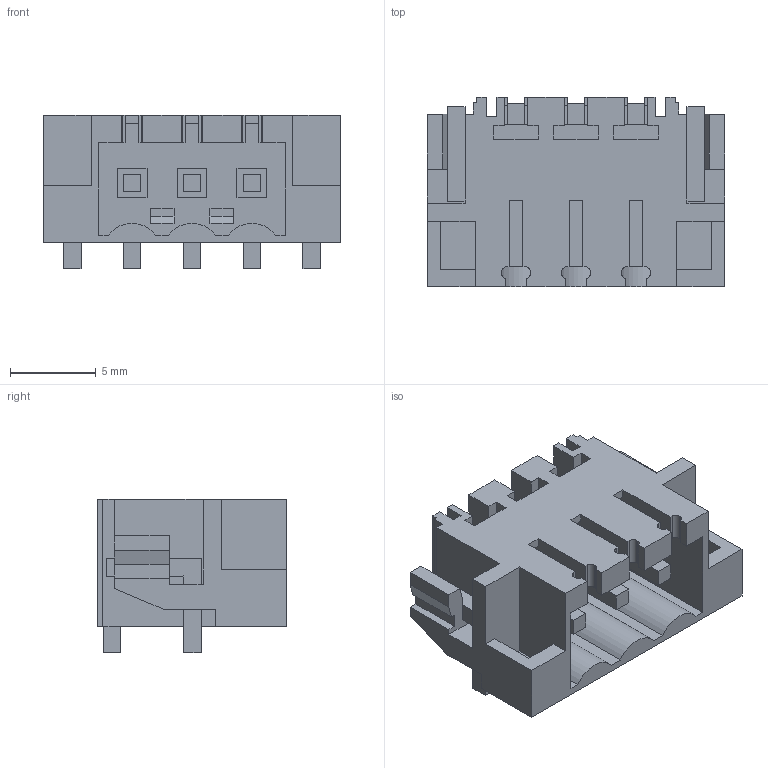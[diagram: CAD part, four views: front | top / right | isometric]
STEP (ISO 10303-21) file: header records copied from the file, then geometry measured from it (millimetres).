
FILE_DESCRIPTION(('CATIA V5 STEP Exchange','CAx-IF Rec.Pracs.--- Model Styling and Organization---1.2---2011-12-15'),'2;1');
FILE_NAME ('D1462274_0_2443310000_2443310000.stp','2018-03-10T07:07:47+00:00',('none'),('Weidmueller'),'CATIA Version 5-6 Release 2014','CATIA V5 STEP AP214','none');
FILE_SCHEMA(('AUTOMOTIVE_DESIGN { 1 0 10303 214 1 1 1 1 }'));
Length unit declared in the file: millimetre
Products named in the file (1): 2443310000
Bounding box: 17.35 x 11.05 x 8.95 mm (x, y, z)
Volume: 635.3 mm3; surface area: 1650 mm2
Topology: 6 solids, 6 shells, 285 faces, 847 edges, 577 vertices
Faces by surface type: plane 270, cylinder 15
Entity records: 9110 total; most frequent: ORIENTED_EDGE 1694, CARTESIAN_POINT 1651, DIRECTION 1281, EDGE_CURVE 847, VECTOR 811, LINE 811, VERTEX_POINT 577, EDGE_LOOP 298
